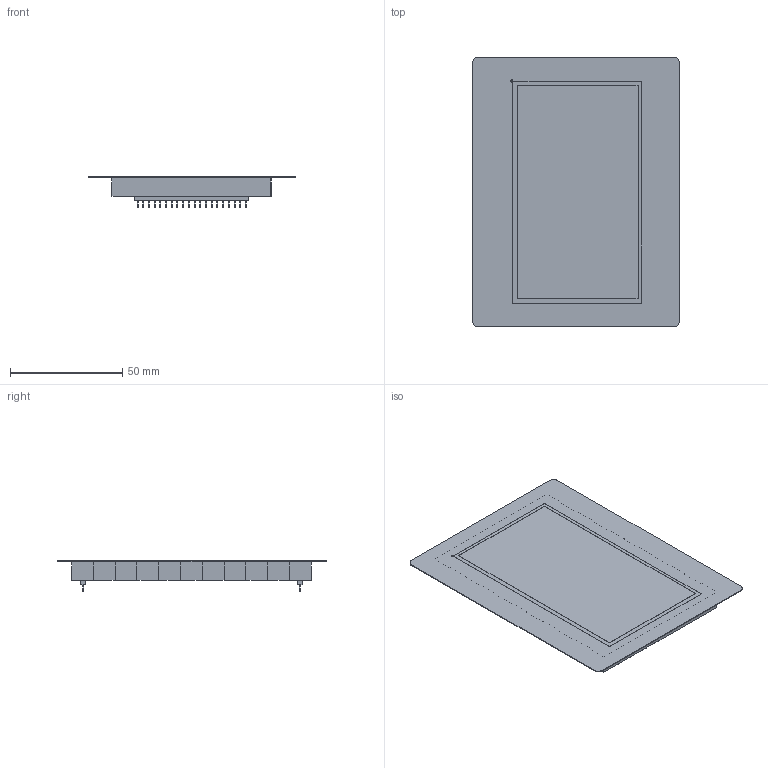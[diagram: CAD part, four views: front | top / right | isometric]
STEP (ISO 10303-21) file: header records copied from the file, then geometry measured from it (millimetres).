
FILE_DESCRIPTION(('FreeCAD Model'),'2;1');
FILE_NAME('Kub_sp.step','2017-08-24T18:57:18',( 'kicad StepUp'),('ksu MCAD'),'Open CASCADE STEP processor 7.1', 'FreeCAD','Unknown');
FILE_SCHEMA(('AUTOMOTIVE_DESIGN { 1 0 10303 214 1 1 1 1 }'));
Length unit declared in the file: millimetre
Products named in the file (1): Kub_sp
Bounding box: 92 x 120 x 13.7 mm (x, y, z)
Volume: 66870.3 mm3; surface area: 25907.7 mm2
Topology: 1 solids, 1 shells, 327 faces, 794 edges, 512 vertices
Faces by surface type: plane 273, cylinder 51, sphere 2, bspline 1
Entity records: 6812 total; most frequent: CARTESIAN_POINT 1294, ORIENTED_EDGE 1250, EDGE_CURVE 792, LINE 722, VERTEX_POINT 512, AXIS2_PLACEMENT_3D 385, FACE_BOUND 372, EDGE_LOOP 372
